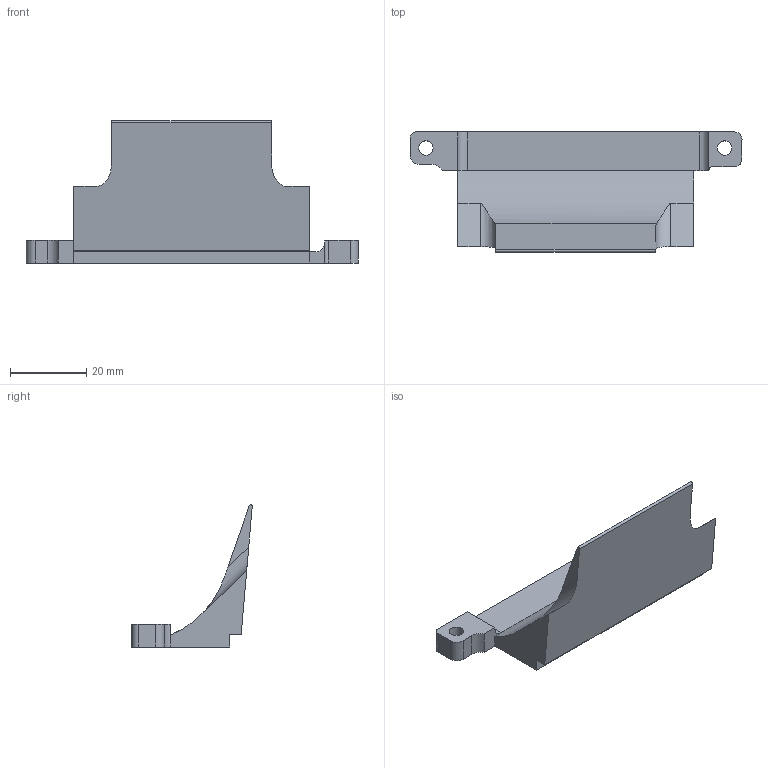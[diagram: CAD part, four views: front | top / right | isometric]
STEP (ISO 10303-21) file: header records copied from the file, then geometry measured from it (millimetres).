
FILE_DESCRIPTION(/* description */ (''),/* implementation_level */ '2;1');
FILE_NAME(/* name */ 'weapon.step',/* time_stamp */ '2025-08-25T12:35:16-04:00',/* author */ (''),/* organization */ (''),/* preprocessor_version */ 'ST-DEVELOPER v20.1',/* originating_system */ 'Autodesk Translation Framework v14.10.0.0',/* authorisation */ '');
FILE_SCHEMA (('AUTOMOTIVE_DESIGN { 1 0 10303 214 3 1 1 }'));
Length unit declared in the file: millimetre
Products named in the file (1): FusionComponent
Bounding box: 87.2 x 31.62 x 37.38 mm (x, y, z)
Volume: 17939.5 mm3; surface area: 8371.4 mm2
Topology: 1 solids, 1 shells, 41 faces, 117 edges, 78 vertices
Faces by surface type: plane 26, cylinder 15
Full cylindrical faces by diameter (mm): 3.8 x2
Entity records: 1440 total; most frequent: CARTESIAN_POINT 295, ORIENTED_EDGE 234, DIRECTION 228, EDGE_CURVE 117, LINE 82, VECTOR 82, VERTEX_POINT 78, AXIS2_PLACEMENT_3D 73
